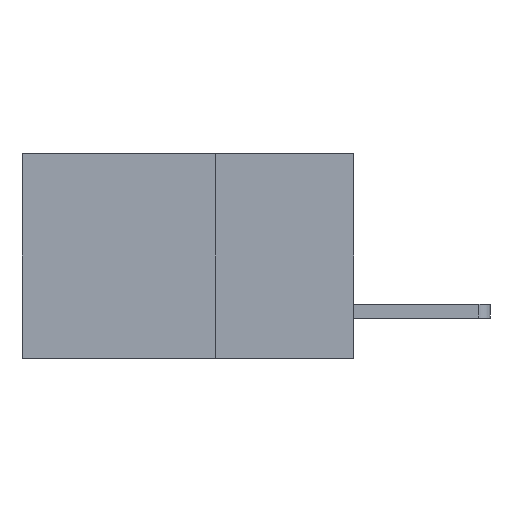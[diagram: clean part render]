
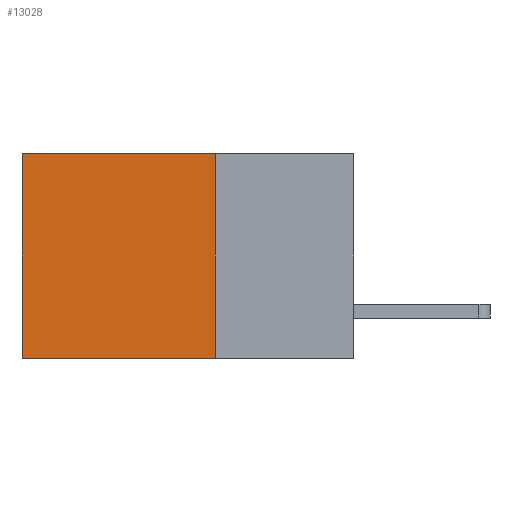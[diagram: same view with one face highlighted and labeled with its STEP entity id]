
A CAD part, left-side view. The second image highlights one B-rep face of the part: STEP entity #13028.
In plain terms, the highlighted planar face has unit normal (-1, 0, 0).
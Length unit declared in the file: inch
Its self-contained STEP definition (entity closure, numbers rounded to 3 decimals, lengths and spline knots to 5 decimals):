
#964 = AXIS2_PLACEMENT_3D ( 'NONE', #10469, #6673, #15252 ) ;
#1316 = EDGE_CURVE ( 'NONE', #3243, #7831, #7910, .T. ) ;
#2589 = CARTESIAN_POINT ( 'NONE',  ( 0.2875, 0.6, 0. ) ) ;
#2642 = EDGE_CURVE ( 'NONE', #8425, #7831, #11981, .T. ) ;
#2976 = EDGE_LOOP ( 'NONE', ( #13624, #10249, #6097, #10336 ) ) ;
#3160 = LINE ( 'NONE', #15402, #9643 ) ;
#3243 = VERTEX_POINT ( 'NONE', #2589 ) ;
#3316 = CARTESIAN_POINT ( 'NONE',  ( 0.2875, 0.6, 0. ) ) ;
#4455 = VECTOR ( 'NONE', #6895, 39.37008 ) ;
#4471 = CARTESIAN_POINT ( 'NONE',  ( 0.2875, 0.6, -0.37 ) ) ;
#5099 = CARTESIAN_POINT ( 'NONE',  ( 0.2875, 0.25, 0. ) ) ;
#5445 = VECTOR ( 'NONE', #8072, 39.37008 ) ;
#5759 = EDGE_CURVE ( 'NONE', #5928, #3243, #3160, .T. ) ;
#5928 = VERTEX_POINT ( 'NONE', #11900 ) ;
#6097 = ORIENTED_EDGE ( 'NONE', *, *, #10223, .F. ) ;
#6673 = DIRECTION ( 'NONE',  ( 1., 0., 0. ) ) ;
#6895 = DIRECTION ( 'NONE',  ( 0., 1., 0. ) ) ;
#7059 = PLANE ( 'NONE',  #964 ) ;
#7825 = DIRECTION ( 'NONE',  ( 0., 0., -1. ) ) ;
#7831 = VERTEX_POINT ( 'NONE', #4471 ) ;
#7910 = LINE ( 'NONE', #3316, #5445 ) ;
#8072 = DIRECTION ( 'NONE',  ( 0., 0., -1. ) ) ;
#8425 = VERTEX_POINT ( 'NONE', #15097 ) ;
#9643 = VECTOR ( 'NONE', #11820, 39.37008 ) ;
#9843 = VECTOR ( 'NONE', #7825, 39.37008 ) ;
#10223 = EDGE_CURVE ( 'NONE', #5928, #8425, #11020, .T. ) ;
#10249 = ORIENTED_EDGE ( 'NONE', *, *, #2642, .F. ) ;
#10336 = ORIENTED_EDGE ( 'NONE', *, *, #5759, .T. ) ;
#10469 = CARTESIAN_POINT ( 'NONE',  ( 0.2875, 0.25, 0. ) ) ;
#10622 = CARTESIAN_POINT ( 'NONE',  ( 0.2875, 0.25, -0.37 ) ) ;
#11020 = LINE ( 'NONE', #5099, #9843 ) ;
#11738 = FACE_OUTER_BOUND ( 'NONE', #2976, .T. ) ;
#11820 = DIRECTION ( 'NONE',  ( 0., 1., 0. ) ) ;
#11900 = CARTESIAN_POINT ( 'NONE',  ( 0.2875, 0.25, 0. ) ) ;
#11981 = LINE ( 'NONE', #10622, #4455 ) ;
#13028 = ADVANCED_FACE ( 'NONE', ( #11738 ), #7059, .F. ) ;
#13624 = ORIENTED_EDGE ( 'NONE', *, *, #1316, .T. ) ;
#15097 = CARTESIAN_POINT ( 'NONE',  ( 0.2875, 0.25, -0.37 ) ) ;
#15252 = DIRECTION ( 'NONE',  ( 0., 0., -1. ) ) ;
#15402 = CARTESIAN_POINT ( 'NONE',  ( 0.2875, 0.25, 0. ) ) ;
